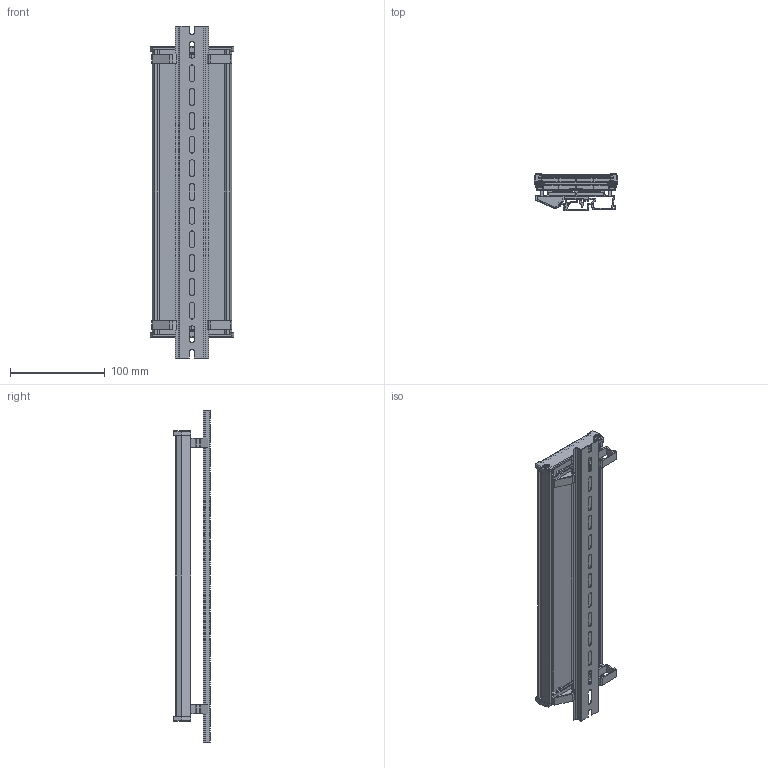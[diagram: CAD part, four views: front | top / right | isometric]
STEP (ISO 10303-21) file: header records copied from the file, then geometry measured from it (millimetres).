
FILE_DESCRIPTION (( 'STEP AP214' ), '1' );
FILE_NAME ('PHSCR-300.STEP', '2022-01-24T11:14:24', ( '' ), ( '' ), 'SwSTEP 2.0', 'SolidWorks 2017', '' );
FILE_SCHEMA (( 'AUTOMOTIVE_DESIGN' ));
Length unit declared in the file: millimetre
Products named in the file (18): PHSCR-300; Side Screw; Rail-150_Rail Length - 300; Mounting Foot_Small; Rail-150; End Piece_Small; PCB-73; Profile - 72-300; Profile - 72-300_Length-300; PCB-73_PCB -300
Assembly tree (11 placements, depth 2):
  PHSCR-300
    Profile - 72-300_Length-300
    End Piece_Small  x2
    Side Screw  x4
    PCB-73_PCB -300
    Mounting Foot_Small  x2
    Rail-150_Rail Length - 300
  Side Screw
  Mounting Foot_Small
  Mounting Foot_Small
  Side Screw
Bounding box: 88.4 x 39 x 350 mm (x, y, z)
Volume: 144329.9 mm3; surface area: 199256.5 mm2
Topology: 15 solids, 15 shells, 1186 faces, 3342 edges, 2192 vertices
Faces by surface type: plane 732, cylinder 372, torus 36, cone 20, bspline 16, sphere 10
Entity records: 23031 total; most frequent: CARTESIAN_POINT 4031, ORIENTED_EDGE 3754, DIRECTION 3616, EDGE_CURVE 1877, VECTOR 1400, LINE 1400, VERTEX_POINT 1239, AXIS2_PLACEMENT_3D 1108
